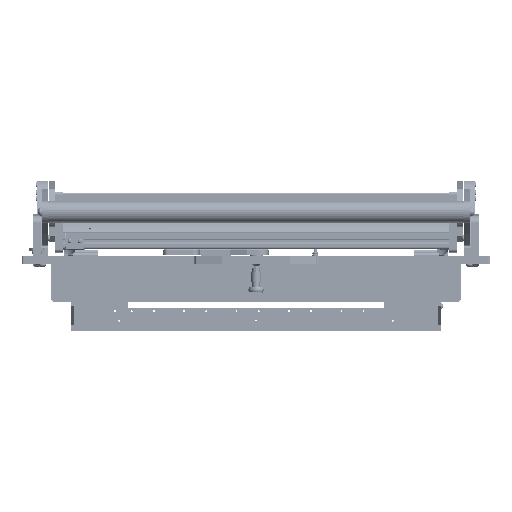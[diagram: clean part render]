
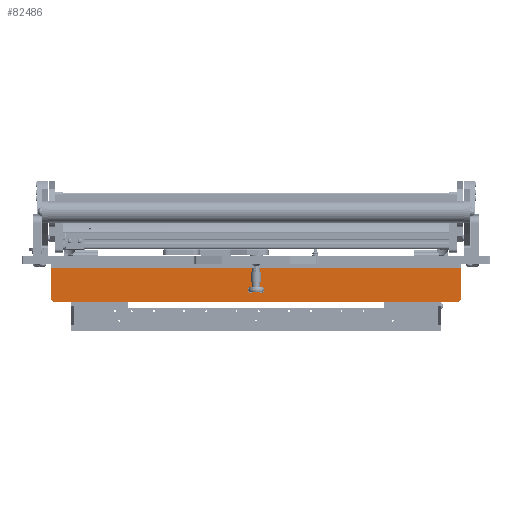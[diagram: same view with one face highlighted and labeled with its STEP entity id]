
A CAD part, top view. The second image highlights one B-rep face of the part: STEP entity #82486.
In plain terms, the highlighted face is planar.
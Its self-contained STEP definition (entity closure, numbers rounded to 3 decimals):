
#818 = VERTEX_POINT ( 'NONE', #4505 ) ;
#1500 = EDGE_LOOP ( 'NONE', ( #14617, #36824, #69503, #20643, #9203, #18172 ) ) ;
#1662 = AXIS2_PLACEMENT_3D ( 'NONE', #7368, #27029, #33693 ) ;
#2297 = CARTESIAN_POINT ( 'NONE',  ( -6., -47., 270. ) ) ;
#3423 = CARTESIAN_POINT ( 'NONE',  ( -6., -34., 8.7 ) ) ;
#4505 = CARTESIAN_POINT ( 'NONE',  ( -6., -47., 270. ) ) ;
#4516 = CARTESIAN_POINT ( 'NONE',  ( -6., -34., 7. ) ) ;
#5881 = EDGE_CURVE ( 'NONE', #62172, #62848, #61594, .T. ) ;
#6067 = CARTESIAN_POINT ( 'NONE',  ( -6., -6., 270. ) ) ;
#7368 = CARTESIAN_POINT ( 'NONE',  ( -6., -34., -7. ) ) ;
#9203 = ORIENTED_EDGE ( 'NONE', *, *, #5881, .T. ) ;
#9868 = VERTEX_POINT ( 'NONE', #65894 ) ;
#11095 = LINE ( 'NONE', #83090, #59603 ) ;
#11975 = CARTESIAN_POINT ( 'NONE',  ( -6., -34., -7. ) ) ;
#14464 = CIRCLE ( 'NONE', #1662, 1.7 ) ;
#14617 = ORIENTED_EDGE ( 'NONE', *, *, #24426, .F. ) ;
#15887 = DIRECTION ( 'NONE',  ( 0., 0.707, 0.707 ) ) ;
#18072 = DIRECTION ( 'NONE',  ( 1., 0., 0. ) ) ;
#18172 = ORIENTED_EDGE ( 'NONE', *, *, #84178, .T. ) ;
#19189 = CIRCLE ( 'NONE', #59754, 1.7 ) ;
#19713 = EDGE_CURVE ( 'NONE', #68396, #68254, #77047, .T. ) ;
#20643 = ORIENTED_EDGE ( 'NONE', *, *, #71696, .T. ) ;
#24426 = EDGE_CURVE ( 'NONE', #39763, #9868, #11095, .T. ) ;
#27029 = DIRECTION ( 'NONE',  ( 1., 0., 0. ) ) ;
#28115 = CARTESIAN_POINT ( 'NONE',  ( -6., -6., 270. ) ) ;
#29298 = DIRECTION ( 'NONE',  ( 0., -1., 0. ) ) ;
#29577 = VECTOR ( 'NONE', #15887, 1000. ) ;
#31113 = CARTESIAN_POINT ( 'NONE',  ( -6., -50., -267. ) ) ;
#32006 = DIRECTION ( 'NONE',  ( 0., 0., -1. ) ) ;
#33693 = DIRECTION ( 'NONE',  ( 0., 1., 0. ) ) ;
#33830 = VECTOR ( 'NONE', #77052, 1000. ) ;
#36377 = CARTESIAN_POINT ( 'NONE',  ( -6., -6., 270. ) ) ;
#36519 = VERTEX_POINT ( 'NONE', #45465 ) ;
#36824 = ORIENTED_EDGE ( 'NONE', *, *, #49459, .T. ) ;
#39545 = LINE ( 'NONE', #39789, #76474 ) ;
#39763 = VERTEX_POINT ( 'NONE', #40481 ) ;
#39789 = CARTESIAN_POINT ( 'NONE',  ( -6., -6., 270. ) ) ;
#40481 = CARTESIAN_POINT ( 'NONE',  ( -6., -50., 267. ) ) ;
#41733 = FACE_OUTER_BOUND ( 'NONE', #1500, .T. ) ;
#41746 = CARTESIAN_POINT ( 'NONE',  ( -6., -6., -270. ) ) ;
#43765 = FACE_BOUND ( 'NONE', #48187, .T. ) ;
#44078 = DIRECTION ( 'NONE',  ( 0., 1., 0. ) ) ;
#44881 = LINE ( 'NONE', #6067, #81866 ) ;
#45465 = CARTESIAN_POINT ( 'NONE',  ( -6., -34., -5.3 ) ) ;
#46008 = EDGE_CURVE ( 'NONE', #54554, #818, #44881, .T. ) ;
#46139 = CARTESIAN_POINT ( 'NONE',  ( -6., -34., -8.7 ) ) ;
#48054 = PLANE ( 'NONE',  #83606 ) ;
#48187 = EDGE_LOOP ( 'NONE', ( #48594, #76059 ) ) ;
#48594 = ORIENTED_EDGE ( 'NONE', *, *, #52584, .T. ) ;
#49459 = EDGE_CURVE ( 'NONE', #39763, #818, #83045, .T. ) ;
#50047 = ORIENTED_EDGE ( 'NONE', *, *, #19713, .T. ) ;
#50899 = DIRECTION ( 'NONE',  ( 0., 1., 0. ) ) ;
#52584 = EDGE_CURVE ( 'NONE', #73559, #36519, #14464, .T. ) ;
#54063 = DIRECTION ( 'NONE',  ( 1., 0., 0. ) ) ;
#54356 = CARTESIAN_POINT ( 'NONE',  ( -6., -34., 7. ) ) ;
#54554 = VERTEX_POINT ( 'NONE', #36377 ) ;
#57486 = VECTOR ( 'NONE', #29298, 1000. ) ;
#58653 = ORIENTED_EDGE ( 'NONE', *, *, #74000, .T. ) ;
#59279 = FACE_BOUND ( 'NONE', #73375, .T. ) ;
#59599 = EDGE_CURVE ( 'NONE', #36519, #73559, #19189, .T. ) ;
#59603 = VECTOR ( 'NONE', #82233, 1000. ) ;
#59659 = CIRCLE ( 'NONE', #78512, 1.7 ) ;
#59754 = AXIS2_PLACEMENT_3D ( 'NONE', #11975, #83666, #50899 ) ;
#61594 = LINE ( 'NONE', #41746, #57486 ) ;
#62172 = VERTEX_POINT ( 'NONE', #64801 ) ;
#62848 = VERTEX_POINT ( 'NONE', #66278 ) ;
#64801 = CARTESIAN_POINT ( 'NONE',  ( -6., -6., -270. ) ) ;
#65894 = CARTESIAN_POINT ( 'NONE',  ( -6., -50., -267. ) ) ;
#66116 = AXIS2_PLACEMENT_3D ( 'NONE', #54356, #54063, #74069 ) ;
#66278 = CARTESIAN_POINT ( 'NONE',  ( -6., -47., -270. ) ) ;
#67313 = DIRECTION ( 'NONE',  ( 0., 1., 0. ) ) ;
#68254 = VERTEX_POINT ( 'NONE', #3423 ) ;
#68396 = VERTEX_POINT ( 'NONE', #70279 ) ;
#69503 = ORIENTED_EDGE ( 'NONE', *, *, #46008, .F. ) ;
#70279 = CARTESIAN_POINT ( 'NONE',  ( -6., -34., 5.3 ) ) ;
#70917 = DIRECTION ( 'NONE',  ( 0., -1., 0. ) ) ;
#71696 = EDGE_CURVE ( 'NONE', #54554, #62172, #39545, .T. ) ;
#73375 = EDGE_LOOP ( 'NONE', ( #50047, #58653 ) ) ;
#73559 = VERTEX_POINT ( 'NONE', #46139 ) ;
#74000 = EDGE_CURVE ( 'NONE', #68254, #68396, #59659, .T. ) ;
#74069 = DIRECTION ( 'NONE',  ( 0., 1., 0. ) ) ;
#74128 = DIRECTION ( 'NONE',  ( 1., 0., 0. ) ) ;
#76059 = ORIENTED_EDGE ( 'NONE', *, *, #59599, .T. ) ;
#76474 = VECTOR ( 'NONE', #32006, 1000. ) ;
#77047 = CIRCLE ( 'NONE', #66116, 1.7 ) ;
#77052 = DIRECTION ( 'NONE',  ( 0., -0.707, 0.707 ) ) ;
#78512 = AXIS2_PLACEMENT_3D ( 'NONE', #4516, #18072, #44078 ) ;
#81866 = VECTOR ( 'NONE', #70917, 1000. ) ;
#82233 = DIRECTION ( 'NONE',  ( 0., 0., -1. ) ) ;
#82486 = ADVANCED_FACE ( 'NONE', ( #59279, #43765, #41733 ), #48054, .F. ) ;
#83045 = LINE ( 'NONE', #2297, #29577 ) ;
#83090 = CARTESIAN_POINT ( 'NONE',  ( -6., -50., 270. ) ) ;
#83246 = LINE ( 'NONE', #31113, #33830 ) ;
#83606 = AXIS2_PLACEMENT_3D ( 'NONE', #28115, #74128, #67313 ) ;
#83666 = DIRECTION ( 'NONE',  ( 1., 0., 0. ) ) ;
#84178 = EDGE_CURVE ( 'NONE', #62848, #9868, #83246, .T. ) ;
